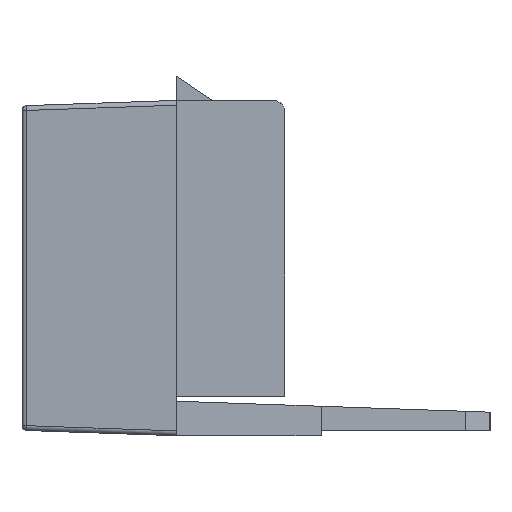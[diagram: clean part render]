
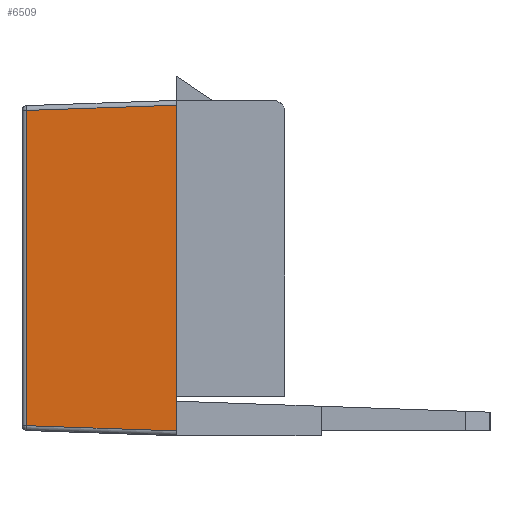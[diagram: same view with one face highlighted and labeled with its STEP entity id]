
A CAD part, left-side view. The second image highlights one B-rep face of the part: STEP entity #6509.
In plain terms, the highlighted planar face has unit normal (-0.999, 0.035, 0).
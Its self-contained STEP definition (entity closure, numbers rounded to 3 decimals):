
#127=CARTESIAN_POINT('',(-26.3,0.,5.935));
#149=CARTESIAN_POINT('',(-26.3,0.,-7.565));
#155=DIRECTION('',(0.,0.,1.));
#156=VECTOR('',#155,13.5);
#157=CARTESIAN_POINT('',(-26.3,0.,-7.565));
#158=LINE('',#157,#156);
#2222=DIRECTION('',(0.,0.,1.));
#2223=VECTOR('',#2222,13.067);
#2224=CARTESIAN_POINT('',(-26.083,6.207,
-7.348));
#2225=LINE('',#2224,#2223);
#2226=DIRECTION('',(-0.035,-0.999,0.035));
#2227=VECTOR('',#2226,6.215);
#2228=CARTESIAN_POINT('',(-26.083,6.207,5.718));
#2229=LINE('',#2228,#2227);
#2230=DIRECTION('',(-0.035,-0.999,-0.035));
#2231=VECTOR('',#2230,6.215);
#2232=CARTESIAN_POINT('',(-26.083,6.207,
-7.348));
#2233=LINE('',#2232,#2231);
#4200=VERTEX_POINT('',#127);
#4201=VERTEX_POINT('',#149);
#4211=CARTESIAN_POINT('',(-26.083,6.207,5.718));
#4212=VERTEX_POINT('',#4211);
#4215=CARTESIAN_POINT('',(-26.083,6.207,
-7.348));
#4216=VERTEX_POINT('',#4215);
#6496=CARTESIAN_POINT('',(-26.3,0.,-7.765));
#6497=DIRECTION('',(-0.999,0.035,0.));
#6498=DIRECTION('',(0.,0.,1.));
#6499=AXIS2_PLACEMENT_3D('',#6496,#6497,#6498);
#6500=PLANE('',#6499);
#6502=ORIENTED_EDGE('',*,*,#6501,.T.);
#6504=ORIENTED_EDGE('',*,*,#6503,.T.);
#6505=ORIENTED_EDGE('',*,*,#4430,.F.);
#6506=ORIENTED_EDGE('',*,*,#6489,.F.);
#6507=EDGE_LOOP('',(#6502,#6504,#6505,#6506));
#6508=FACE_OUTER_BOUND('',#6507,.F.);
#6509=ADVANCED_FACE('',(#6508),#6500,.T.);
#4430=EDGE_CURVE('',#4201,#4200,#158,.T.);
#6489=EDGE_CURVE('',#4216,#4201,#2233,.T.);
#6501=EDGE_CURVE('',#4216,#4212,#2225,.T.);
#6503=EDGE_CURVE('',#4212,#4200,#2229,.T.);
